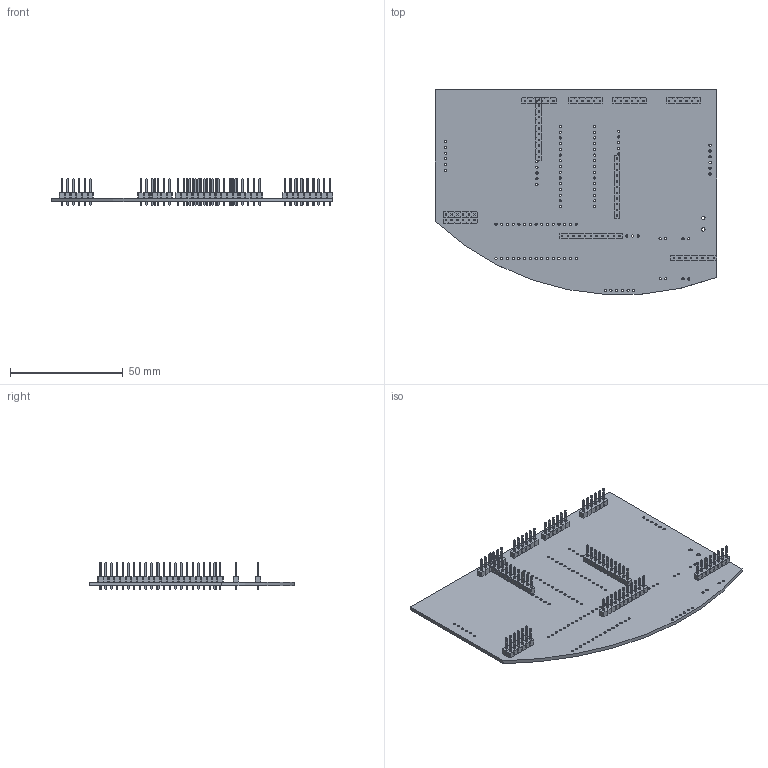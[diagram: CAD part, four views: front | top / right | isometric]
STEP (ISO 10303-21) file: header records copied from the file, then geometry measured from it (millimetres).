
FILE_DESCRIPTION(('KiCad electronic assembly'),'2;1');
FILE_NAME('mike_pcb_motors.step','2021-12-20T16:10:59',('An Author'),( 'A Company'),'Open CASCADE STEP processor 6.9', 'KiCad to STEP converter','Unknown');
FILE_SCHEMA(('AUTOMOTIVE_DESIGN { 1 0 10303 214 1 1 1 1 }'));
Length unit declared in the file: millimetre
Products named in the file (8): Open CASCADE STEP translator 6.9 1; PinHeader_1x08_P2.54mm_Vertical; SOLID; PinHeader_1x11_P2.54mm_Vertical; PinHeader_1x06_P2.54mm_Vertical; COMPOUND
Assembly tree (14 placements, depth 3):
  Open CASCADE STEP translator 6.9 1
    PinHeader_1x08_P2.54mm_Vertical
      SOLID
    PinHeader_1x11_P2.54mm_Vertical  x3
      SOLID
    PinHeader_1x06_P2.54mm_Vertical  x6
      SOLID
    COMPOUND
Bounding box: 125 x 90.92 x 11.54 mm (x, y, z)
Volume: 18023.8 mm3; surface area: 25928.9 mm2
Topology: 11 solids, 11 shells, 2046 faces, 4994 edges, 3124 vertices
Faces by surface type: plane 1893, cylinder 153
Full cylindrical faces by diameter (mm): 1 x150, 1.52 x2
Entity records: 52856 total; most frequent: CARTESIAN_POINT 7817, DIRECTION 7684, LINE 5196, VECTOR 5196, ORIENTED_EDGE 3872, PCURVE 3872, DEFINITIONAL_REPRESENTATION 3872, EDGE_CURVE 1936
